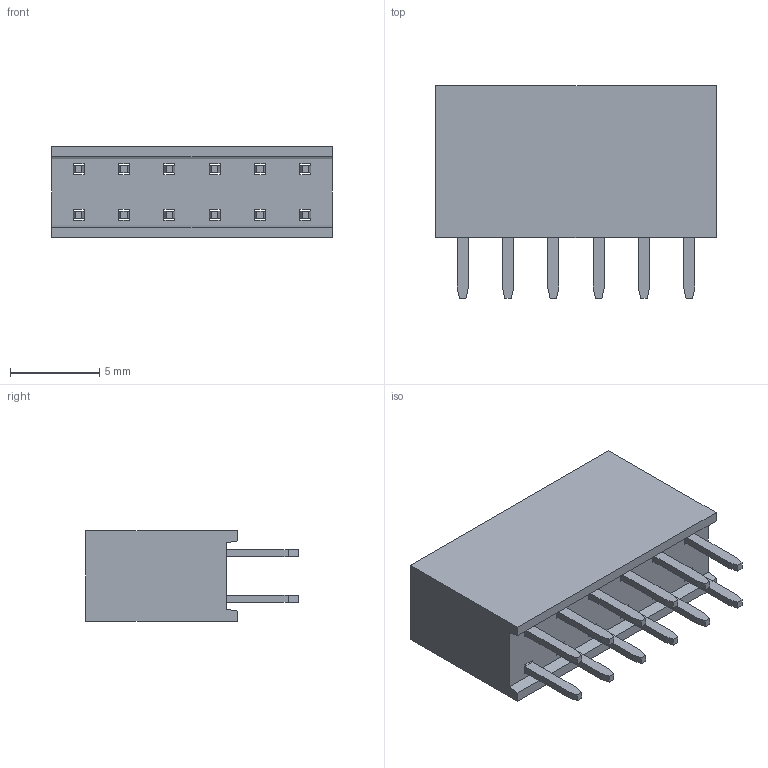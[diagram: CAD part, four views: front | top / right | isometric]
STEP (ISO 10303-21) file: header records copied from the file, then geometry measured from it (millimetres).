
FILE_DESCRIPTION (( 'STEP AP214' ), '1' );
FILE_NAME ('PPPC062LFBN-RC.STEP', '2022-08-11T04:33:38', ( '' ), ( '' ), 'SwSTEP 2.0', 'SolidWorks 2020', '' );
FILE_SCHEMA (( 'AUTOMOTIVE_DESIGN' ));
Length unit declared in the file: inch
Products named in the file (3): 2 row tin body_06; 2 row tin pins; PPPC062LFBN-RC
Assembly tree (7 placements, depth 2):
  PPPC062LFBN-RC
    2 row tin body_06
    2 row tin pins  x6
Bounding box: 15.75 x 11.91 x 5.08 mm (x, y, z)
Volume: 628.2 mm3; surface area: 1022.6 mm2
Topology: 25 solids, 25 shells, 346 faces, 840 edges, 544 vertices
Faces by surface type: plane 286, cylinder 60
Entity records: 4425 total; most frequent: CARTESIAN_POINT 740, ORIENTED_EDGE 720, DIRECTION 692, EDGE_CURVE 360, LINE 340, VECTOR 340, VERTEX_POINT 224, AXIS2_PLACEMENT_3D 176
